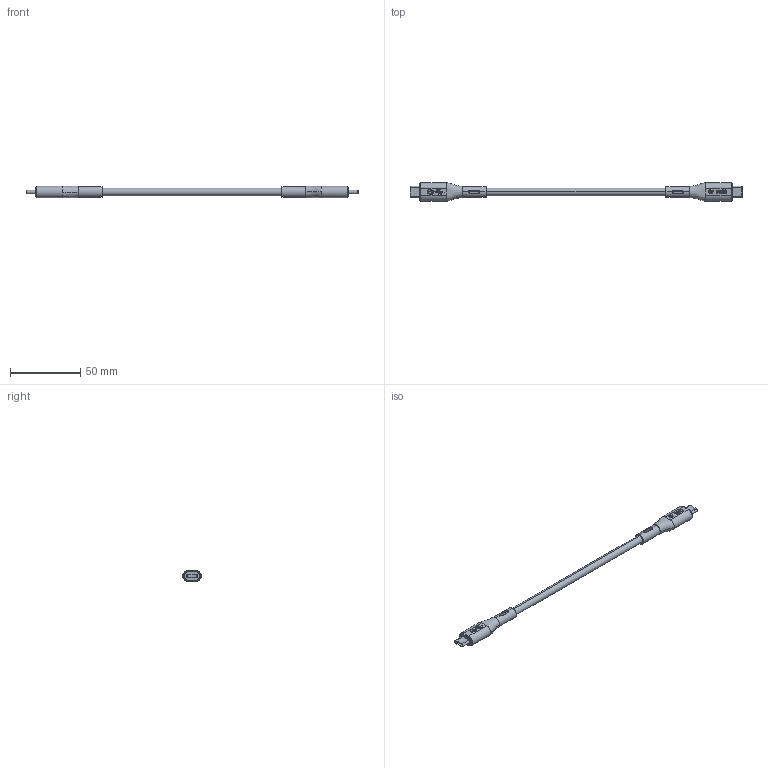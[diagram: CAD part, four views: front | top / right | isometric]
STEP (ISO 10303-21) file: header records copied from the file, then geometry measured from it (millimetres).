
FILE_DESCRIPTION (( 'STEP AP214' ), '1' );
FILE_NAME ('CAU4CC-40M-1M_3D.STEP', '2022-11-21T18:07:51', ( '' ), ( '' ), 'SwSTEP 2.0', 'SolidWorks 2022', '' );
FILE_SCHEMA (( 'AUTOMOTIVE_DESIGN' ));
Length unit declared in the file: inch
Products named in the file (3): CAU4CC-40M-1M_3D; SU4CC HOOD METAL NEW_USB 40; SU4CC CABLE
Assembly tree (3 placements, depth 2):
  CAU4CC-40M-1M_3D
    SU4CC CABLE
    SU4CC HOOD METAL NEW_USB 40  x2
Bounding box: 235.6 x 13 x 8.25 mm (x, y, z)
Volume: 11885 mm3; surface area: 8248 mm2
Topology: 7 solids, 7 shells, 588 faces, 1498 edges, 958 vertices
Faces by surface type: plane 272, bspline 158, cylinder 114, torus 36, sphere 8
Entity records: 19035 total; most frequent: CARTESIAN_POINT 12255, ORIENTED_EDGE 1504, DIRECTION 1153, EDGE_CURVE 752, VERTEX_POINT 481, VECTOR 423, LINE 423, AXIS2_PLACEMENT_3D 365
